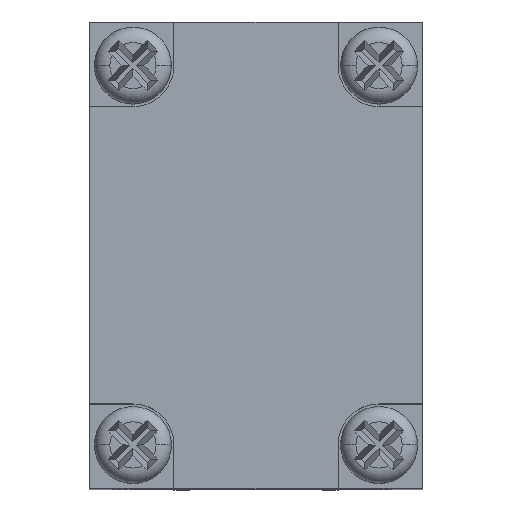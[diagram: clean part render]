
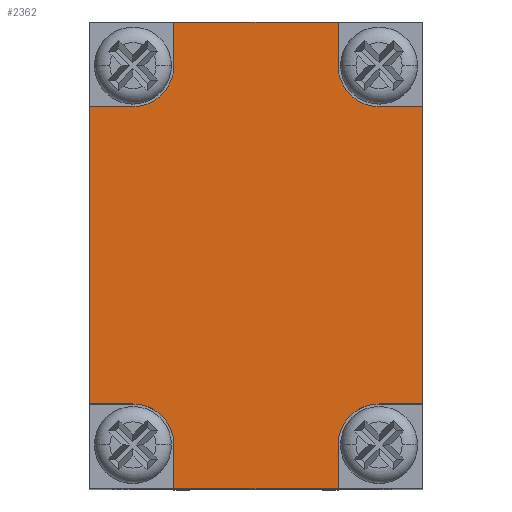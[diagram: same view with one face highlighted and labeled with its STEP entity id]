
A CAD part, top view. The second image highlights one B-rep face of the part: STEP entity #2362.
In plain terms, the highlighted planar face has unit normal (0, 0, 1).
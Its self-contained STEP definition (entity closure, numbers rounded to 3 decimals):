
#176 = EDGE_LOOP ( 'NONE', ( #3167, #3168, #3169, #3170, #3171, #3172, #3173, #3174, #3175, #3176, #3177, #3178, #3179, #3180, #3181, #3182 ) ) ;
#968 = VERTEX_POINT ( 'NONE', #5762 ) ;
#969 = VERTEX_POINT ( 'NONE', #5763 ) ;
#970 = VERTEX_POINT ( 'NONE', #5764 ) ;
#973 = VERTEX_POINT ( 'NONE', #5767 ) ;
#974 = VERTEX_POINT ( 'NONE', #5768 ) ;
#975 = VERTEX_POINT ( 'NONE', #5769 ) ;
#978 = VERTEX_POINT ( 'NONE', #5772 ) ;
#979 = VERTEX_POINT ( 'NONE', #5773 ) ;
#980 = VERTEX_POINT ( 'NONE', #5774 ) ;
#982 = VERTEX_POINT ( 'NONE', #5776 ) ;
#986 = VERTEX_POINT ( 'NONE', #5780 ) ;
#999 = VERTEX_POINT ( 'NONE', #5793 ) ;
#1000 = VERTEX_POINT ( 'NONE', #5794 ) ;
#1001 = VERTEX_POINT ( 'NONE', #5795 ) ;
#1004 = VERTEX_POINT ( 'NONE', #5798 ) ;
#1021 = VERTEX_POINT ( 'NONE', #5815 ) ;
#2040 = EDGE_CURVE ( 'NONE', #999, #1021, #8802, .T. ) ;
#2049 = EDGE_CURVE ( 'NONE', #1004, #1001, #8820, .T. ) ;
#2054 = EDGE_CURVE ( 'NONE', #986, #1000, #8830, .T. ) ;
#2060 = EDGE_CURVE ( 'NONE', #973, #982, #8842, .T. ) ;
#2362 = ADVANCED_FACE ( 'NONE', ( #8919 ), #9325, .T. ) ;
#2825 = EDGE_CURVE ( 'NONE', #973, #978, #10175, .T. ) ;
#2826 = EDGE_CURVE ( 'NONE', #979, #982, #10177, .T. ) ;
#2827 = EDGE_CURVE ( 'NONE', #980, #979, #10180, .T. ) ;
#2828 = EDGE_CURVE ( 'NONE', #986, #980, #10179, .T. ) ;
#2829 = EDGE_CURVE ( 'NONE', #975, #1000, #10182, .T. ) ;
#2830 = EDGE_CURVE ( 'NONE', #974, #975, #10185, .T. ) ;
#2831 = EDGE_CURVE ( 'NONE', #1004, #974, #10184, .T. ) ;
#2832 = EDGE_CURVE ( 'NONE', #970, #1001, #10187, .T. ) ;
#2833 = EDGE_CURVE ( 'NONE', #969, #970, #10190, .T. ) ;
#2834 = EDGE_CURVE ( 'NONE', #999, #969, #10189, .T. ) ;
#2835 = EDGE_CURVE ( 'NONE', #968, #1021, #10192, .T. ) ;
#2836 = EDGE_CURVE ( 'NONE', #978, #968, #10195, .T. ) ;
#3167 = ORIENTED_EDGE ( 'NONE', *, *, #2825, .F. ) ;
#3168 = ORIENTED_EDGE ( 'NONE', *, *, #2060, .T. ) ;
#3169 = ORIENTED_EDGE ( 'NONE', *, *, #2826, .F. ) ;
#3170 = ORIENTED_EDGE ( 'NONE', *, *, #2827, .F. ) ;
#3171 = ORIENTED_EDGE ( 'NONE', *, *, #2828, .F. ) ;
#3172 = ORIENTED_EDGE ( 'NONE', *, *, #2054, .T. ) ;
#3173 = ORIENTED_EDGE ( 'NONE', *, *, #2829, .F. ) ;
#3174 = ORIENTED_EDGE ( 'NONE', *, *, #2830, .F. ) ;
#3175 = ORIENTED_EDGE ( 'NONE', *, *, #2831, .F. ) ;
#3176 = ORIENTED_EDGE ( 'NONE', *, *, #2049, .T. ) ;
#3177 = ORIENTED_EDGE ( 'NONE', *, *, #2832, .F. ) ;
#3178 = ORIENTED_EDGE ( 'NONE', *, *, #2833, .F. ) ;
#3179 = ORIENTED_EDGE ( 'NONE', *, *, #2834, .F. ) ;
#3180 = ORIENTED_EDGE ( 'NONE', *, *, #2040, .T. ) ;
#3181 = ORIENTED_EDGE ( 'NONE', *, *, #2835, .F. ) ;
#3182 = ORIENTED_EDGE ( 'NONE', *, *, #2836, .F. ) ;
#5762 = CARTESIAN_POINT ( 'NONE',  ( -12., 8.25, 0. ) ) ;
#5763 = CARTESIAN_POINT ( 'NONE',  ( -12., 37.25, 0. ) ) ;
#5764 = CARTESIAN_POINT ( 'NONE',  ( -8., 41.25, 0. ) ) ;
#5767 = CARTESIAN_POINT ( 'NONE',  ( -8., 0., 0. ) ) ;
#5768 = CARTESIAN_POINT ( 'NONE',  ( 8., 41.25, 0. ) ) ;
#5769 = CARTESIAN_POINT ( 'NONE',  ( 12., 37.25, 0. ) ) ;
#5772 = CARTESIAN_POINT ( 'NONE',  ( -8., 4.25, 0. ) ) ;
#5773 = CARTESIAN_POINT ( 'NONE',  ( 8., 4.25, 0. ) ) ;
#5774 = CARTESIAN_POINT ( 'NONE',  ( 12., 8.25, 0. ) ) ;
#5776 = CARTESIAN_POINT ( 'NONE',  ( 8., 0., 0. ) ) ;
#5780 = CARTESIAN_POINT ( 'NONE',  ( 16.25, 8.25, 0. ) ) ;
#5793 = CARTESIAN_POINT ( 'NONE',  ( -16.25, 37.25, 0. ) ) ;
#5794 = CARTESIAN_POINT ( 'NONE',  ( 16.25, 37.25, 0. ) ) ;
#5795 = CARTESIAN_POINT ( 'NONE',  ( -8., 45.5, 0. ) ) ;
#5798 = CARTESIAN_POINT ( 'NONE',  ( 8., 45.5, 0. ) ) ;
#5815 = CARTESIAN_POINT ( 'NONE',  ( -16.25, 8.25, 0. ) ) ;
#8802 = LINE ( 'NONE', #9112, #8803 ) ;
#8803 = VECTOR ( 'NONE', #9113, 1000. ) ;
#8820 = LINE ( 'NONE', #9130, #8821 ) ;
#8821 = VECTOR ( 'NONE', #9131, 1000. ) ;
#8830 = LINE ( 'NONE', #9140, #8831 ) ;
#8831 = VECTOR ( 'NONE', #9141, 1000. ) ;
#8842 = LINE ( 'NONE', #9152, #8843 ) ;
#8843 = VECTOR ( 'NONE', #9153, 1000. ) ;
#8919 = FACE_OUTER_BOUND ( 'NONE', #176, .T. ) ;
#9112 = CARTESIAN_POINT ( 'NONE',  ( -16.25, 45.5, 0. ) ) ;
#9113 = DIRECTION ( 'NONE',  ( 0., -1., 0. ) ) ;
#9130 = CARTESIAN_POINT ( 'NONE',  ( -16.25, 45.5, 0. ) ) ;
#9131 = DIRECTION ( 'NONE',  ( -1., 0., 0. ) ) ;
#9140 = CARTESIAN_POINT ( 'NONE',  ( 16.25, 45.5, 0. ) ) ;
#9141 = DIRECTION ( 'NONE',  ( 0., 1., 0. ) ) ;
#9152 = CARTESIAN_POINT ( 'NONE',  ( -16.25, 0., 0. ) ) ;
#9153 = DIRECTION ( 'NONE',  ( 1., 0., 0. ) ) ;
#9325 = PLANE ( 'NONE',  #9688 ) ;
#9326 = CARTESIAN_POINT ( 'NONE',  ( -16.25, 0., 0. ) ) ;
#9327 = DIRECTION ( 'NONE',  ( 0., 0., 1. ) ) ;
#9328 = DIRECTION ( 'NONE',  ( 1., 0., 0. ) ) ;
#9688 = AXIS2_PLACEMENT_3D ( 'NONE', #9326, #9327, #9328 ) ;
#9897 = AXIS2_PLACEMENT_3D ( 'NONE', #10859, #10860, #10861 ) ;
#9898 = AXIS2_PLACEMENT_3D ( 'NONE', #10866, #10867, #10868 ) ;
#9899 = AXIS2_PLACEMENT_3D ( 'NONE', #10873, #10874, #10875 ) ;
#9900 = AXIS2_PLACEMENT_3D ( 'NONE', #10880, #10881, #10882 ) ;
#10175 = LINE ( 'NONE', #10855, #10176 ) ;
#10176 = VECTOR ( 'NONE', #10856, 1000. ) ;
#10177 = LINE ( 'NONE', #10857, #10178 ) ;
#10178 = VECTOR ( 'NONE', #10858, 1000. ) ;
#10179 = LINE ( 'NONE', #10862, #10181 ) ;
#10180 = CIRCLE ( 'NONE', #9897, 4. ) ;
#10181 = VECTOR ( 'NONE', #10863, 1000. ) ;
#10182 = LINE ( 'NONE', #10864, #10183 ) ;
#10183 = VECTOR ( 'NONE', #10865, 1000. ) ;
#10184 = LINE ( 'NONE', #10869, #10186 ) ;
#10185 = CIRCLE ( 'NONE', #9898, 4. ) ;
#10186 = VECTOR ( 'NONE', #10870, 1000. ) ;
#10187 = LINE ( 'NONE', #10871, #10188 ) ;
#10188 = VECTOR ( 'NONE', #10872, 1000. ) ;
#10189 = LINE ( 'NONE', #10876, #10191 ) ;
#10190 = CIRCLE ( 'NONE', #9899, 4. ) ;
#10191 = VECTOR ( 'NONE', #10877, 1000. ) ;
#10192 = LINE ( 'NONE', #10878, #10193 ) ;
#10193 = VECTOR ( 'NONE', #10879, 1000. ) ;
#10195 = CIRCLE ( 'NONE', #9900, 4. ) ;
#10855 = CARTESIAN_POINT ( 'NONE',  ( -8., 4.25, 0. ) ) ;
#10856 = DIRECTION ( 'NONE',  ( 0., 1., 0. ) ) ;
#10857 = CARTESIAN_POINT ( 'NONE',  ( 8., 4.25, 0. ) ) ;
#10858 = DIRECTION ( 'NONE',  ( 0., -1., 0. ) ) ;
#10859 = CARTESIAN_POINT ( 'NONE',  ( 12., 4.25, 0. ) ) ;
#10860 = DIRECTION ( 'NONE',  ( 0., 0., 1. ) ) ;
#10861 = DIRECTION ( 'NONE',  ( 1., 0., 0. ) ) ;
#10862 = CARTESIAN_POINT ( 'NONE',  ( 12., 8.25, 0. ) ) ;
#10863 = DIRECTION ( 'NONE',  ( -1., 0., 0. ) ) ;
#10864 = CARTESIAN_POINT ( 'NONE',  ( 12., 37.25, 0. ) ) ;
#10865 = DIRECTION ( 'NONE',  ( 1., 0., 0. ) ) ;
#10866 = CARTESIAN_POINT ( 'NONE',  ( 12., 41.25, 0. ) ) ;
#10867 = DIRECTION ( 'NONE',  ( 0., 0., 1. ) ) ;
#10868 = DIRECTION ( 'NONE',  ( -1., 0., 0. ) ) ;
#10869 = CARTESIAN_POINT ( 'NONE',  ( 8., 41.25, 0. ) ) ;
#10870 = DIRECTION ( 'NONE',  ( 0., -1., 0. ) ) ;
#10871 = CARTESIAN_POINT ( 'NONE',  ( -8., 41.25, 0. ) ) ;
#10872 = DIRECTION ( 'NONE',  ( 0., 1., 0. ) ) ;
#10873 = CARTESIAN_POINT ( 'NONE',  ( -12., 41.25, 0. ) ) ;
#10874 = DIRECTION ( 'NONE',  ( 0., 0., 1. ) ) ;
#10875 = DIRECTION ( 'NONE',  ( 1., 0., 0. ) ) ;
#10876 = CARTESIAN_POINT ( 'NONE',  ( -12., 37.25, 0. ) ) ;
#10877 = DIRECTION ( 'NONE',  ( 1., 0., 0. ) ) ;
#10878 = CARTESIAN_POINT ( 'NONE',  ( -12., 8.25, 0. ) ) ;
#10879 = DIRECTION ( 'NONE',  ( -1., 0., 0. ) ) ;
#10880 = CARTESIAN_POINT ( 'NONE',  ( -12., 4.25, 0. ) ) ;
#10881 = DIRECTION ( 'NONE',  ( 0., 0., 1. ) ) ;
#10882 = DIRECTION ( 'NONE',  ( -1., 0., 0. ) ) ;
